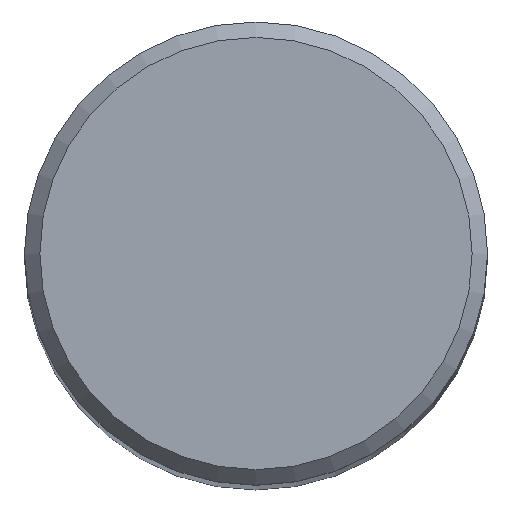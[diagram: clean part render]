
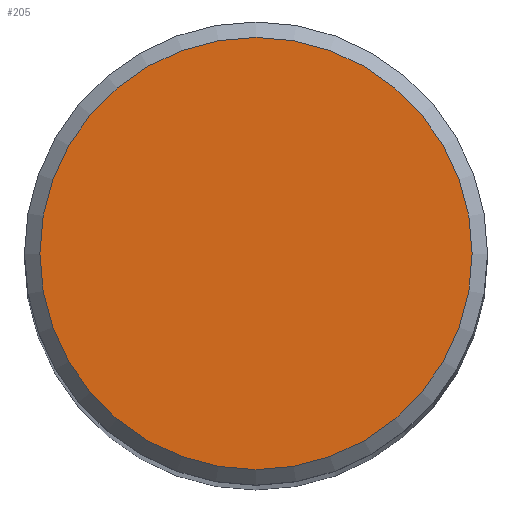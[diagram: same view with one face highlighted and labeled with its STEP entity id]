
A CAD part, top view. The second image highlights one B-rep face of the part: STEP entity #205.
In plain terms, the highlighted planar face has unit normal (0, 0, 1).
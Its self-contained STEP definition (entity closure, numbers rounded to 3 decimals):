
#22=PLANE('',#252);
#38=FACE_OUTER_BOUND('',#53,.T.);
#53=EDGE_LOOP('',(#174));
#84=CIRCLE('',#247,1.4);
#104=VERTEX_POINT('',#369);
#127=EDGE_CURVE('',#104,#104,#84,.T.);
#174=ORIENTED_EDGE('',*,*,#127,.F.);
#205=ADVANCED_FACE('',(#38),#22,.T.);
#247=AXIS2_PLACEMENT_3D('',#370,#302,#303);
#252=AXIS2_PLACEMENT_3D('',#380,#314,#315);
#302=DIRECTION('center_axis',(0.,0.,-1.));
#303=DIRECTION('ref_axis',(-1.,0.,0.));
#314=DIRECTION('center_axis',(0.,0.,1.));
#315=DIRECTION('ref_axis',(1.,0.,0.));
#369=CARTESIAN_POINT('',(1.4,0.,9.1));
#370=CARTESIAN_POINT('Origin',(0.,0.,9.1));
#380=CARTESIAN_POINT('Origin',(0.,0.,
9.1));
